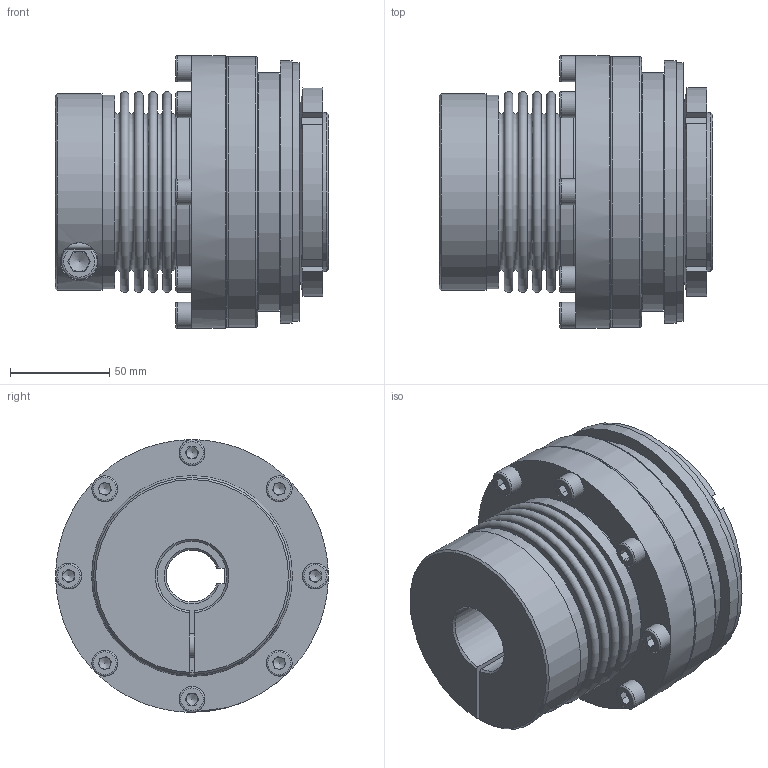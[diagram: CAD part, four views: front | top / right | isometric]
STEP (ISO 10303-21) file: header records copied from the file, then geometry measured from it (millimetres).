
FILE_DESCRIPTION( ( 'Unknown' ), '1' );
FILE_NAME( 'SKW-KP 500.stp', 'Unknown', ( 'Unknown' ), ( 'Unknown' ), 'PSStep 10.1', 'Unknown', ' ' );
FILE_SCHEMA( ( 'AUTOMOTIVE_DESIGN { 1 0 10303 214 1 1 1 1 }' ) );
Length unit declared in the file: millimetre
Products named in the file (1): 27920754
Bounding box: 137.5 x 137 x 137 mm (x, y, z)
Volume: 991931.3 mm3; surface area: 249860.3 mm2
Topology: 1 solids, 15 shells, 449 faces, 1137 edges, 730 vertices
Faces by surface type: plane 239, cylinder 90, torus 79, cone 23, sphere 18
Full cylindrical faces by diameter (mm): 2.5 x2, 4 x2, 4.2 x3, 6.8 x8, 8 x8, 8.6 x8, 10.2 x1, 12 x1, 12.5 x1, 13 x9, 18 x1, 19 x1, 67 x1, 69.8 x1, 70 x2, 75 x1, 78 x1, 80 x2, 80.1 x1, 80.3 x1, 82.8 x2, 88 x1, 89.577 x1, 90 x1, 95.4 x1, 97.2 x2, 97.6 x2, 110 x3, 116 x2, 120 x1
Entity records: 17358 total; most frequent: CARTESIAN_POINT 4124, DIRECTION 2024, ORIENTED_EDGE 1736, EDGE_CURVE 868, AXIS2_PLACEMENT_3D 849, EDGE_LOOP 685, VERTEX_POINT 631, FACE_OUTER_BOUND 555
